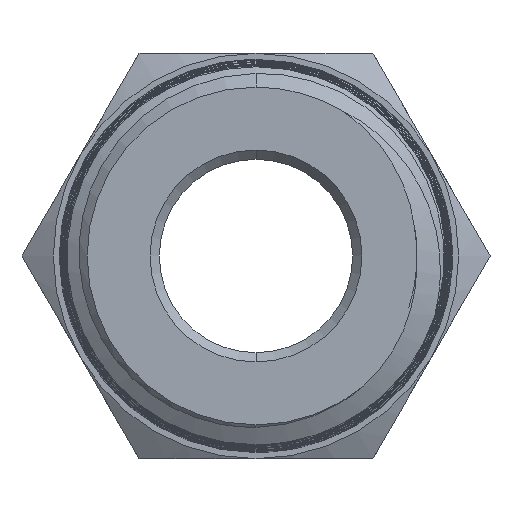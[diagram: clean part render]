
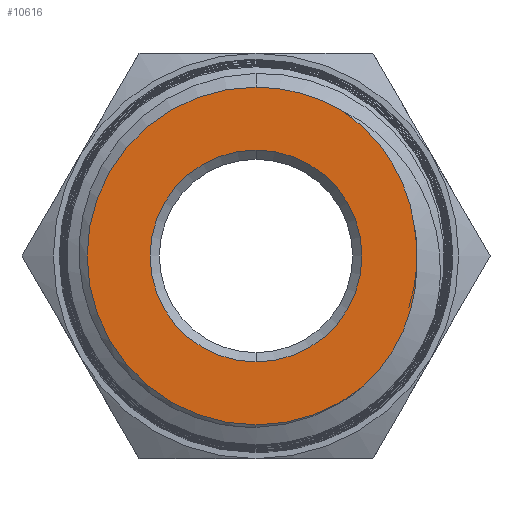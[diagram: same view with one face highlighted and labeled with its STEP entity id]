
A CAD part, front view. The second image highlights one B-rep face of the part: STEP entity #10616.
In plain terms, the highlighted planar face has unit normal (0, -1, 0).
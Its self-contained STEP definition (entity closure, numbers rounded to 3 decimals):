
#219 = CIRCLE ( 'NONE', #9129, 5.75 ) ;
#407 = B_SPLINE_CURVE_WITH_KNOTS ( 'NONE', 3,
 ( #10500, #4028, #11405, #6018, #689, #6912, #1615, #7813, #2544, #8736, #3438, #9655 ),
 .UNSPECIFIED., .F., .F.,
 ( 4, 2, 2, 2, 2, 4 ),
 ( 0.005, 0.006, 0.007, 0.008, 0.01, 0.012 ),
 .UNSPECIFIED. ) ;
#597 = CARTESIAN_POINT ( 'NONE',  ( 8.515, -19.5, 2.246 ) ) ;
#689 = CARTESIAN_POINT ( 'NONE',  ( 6.889, -19.5, -5.923 ) ) ;
#771 = CARTESIAN_POINT ( 'NONE',  ( 8.364, -19.5, 2.865 ) ) ;
#795 = DIRECTION ( 'NONE',  ( 0., 1., 0. ) ) ;
#851 = VERTEX_POINT ( 'NONE', #7562 ) ;
#1193 = EDGE_CURVE ( 'NONE', #1958, #3398, #6527, .T. ) ;
#1242 = ORIENTED_EDGE ( 'NONE', *, *, #4072, .T. ) ;
#1367 = DIRECTION ( 'NONE',  ( 0., 0., -1. ) ) ;
#1410 = DIRECTION ( 'NONE',  ( 0., -1., 0. ) ) ;
#1452 = CARTESIAN_POINT ( 'NONE',  ( 0., -19.5, 0. ) ) ;
#1471 = CARTESIAN_POINT ( 'NONE',  ( 4.647, -19.5, 7.901 ) ) ;
#1615 = CARTESIAN_POINT ( 'NONE',  ( 7.732, -19.5, -4.636 ) ) ;
#1697 = CARTESIAN_POINT ( 'NONE',  ( 7.646, -19.5, 4.646 ) ) ;
#1958 = VERTEX_POINT ( 'NONE', #1471 ) ;
#1973 = VERTEX_POINT ( 'NONE', #4532 ) ;
#2399 = ORIENTED_EDGE ( 'NONE', *, *, #11215, .T. ) ;
#2544 = CARTESIAN_POINT ( 'NONE',  ( 8.419, -19.5, -2.916 ) ) ;
#2559 = CARTESIAN_POINT ( 'NONE',  ( 0., -19.5, 0. ) ) ;
#2615 = CARTESIAN_POINT ( 'NONE',  ( 6.572, -19.5, 6.224 ) ) ;
#2776 = EDGE_LOOP ( 'NONE', ( #4571, #1242 ) ) ;
#3060 = CARTESIAN_POINT ( 'NONE',  ( 0., -19.5, 0. ) ) ;
#3194 = EDGE_CURVE ( 'NONE', #7343, #851, #407, .T. ) ;
#3294 = CARTESIAN_POINT ( 'NONE',  ( 8.772, -19.5, 0.218 ) ) ;
#3398 = VERTEX_POINT ( 'NONE', #6991 ) ;
#3438 = CARTESIAN_POINT ( 'NONE',  ( 8.736, -19.5, -1.102 ) ) ;
#3451 = DIRECTION ( 'NONE',  ( 0., 0., -1. ) ) ;
#3514 = CARTESIAN_POINT ( 'NONE',  ( 5.659, -19.5, 7.13 ) ) ;
#3903 = ORIENTED_EDGE ( 'NONE', *, *, #3194, .T. ) ;
#3957 = DIRECTION ( 'NONE',  ( 0., 0., -1. ) ) ;
#4024 = ORIENTED_EDGE ( 'NONE', *, *, #1193, .T. ) ;
#4025 = PLANE ( 'NONE',  #8988 ) ;
#4028 = CARTESIAN_POINT ( 'NONE',  ( 6.075, -19.5, -6.849 ) ) ;
#4064 = DIRECTION ( 'NONE',  ( 0., -1., 0. ) ) ;
#4072 = EDGE_CURVE ( 'NONE', #1973, #7518, #219, .T. ) ;
#4215 = CARTESIAN_POINT ( 'NONE',  ( 0., -19.5, 0. ) ) ;
#4338 = CIRCLE ( 'NONE', #8285, 9.166 ) ;
#4420 = CARTESIAN_POINT ( 'NONE',  ( 4.912, -19.5, 7.726 ) ) ;
#4455 = EDGE_CURVE ( 'NONE', #8154, #7343, #4761, .T. ) ;
#4465 = B_SPLINE_CURVE_WITH_KNOTS ( 'NONE', 3,
 ( #5231, #597, #771, #6988, #1697, #7890, #2615, #8816, #3514, #9725, #4420, #10620 ),
 .UNSPECIFIED., .F., .F.,
 ( 4, 2, 2, 2, 2, 4 ),
 ( 0., 0.002, 0.004, 0.006, 0.007, 0.008 ),
 .UNSPECIFIED. ) ;
#4532 = CARTESIAN_POINT ( 'NONE',  ( 0., -19.5, 5.75 ) ) ;
#4571 = ORIENTED_EDGE ( 'NONE', *, *, #11449, .T. ) ;
#4761 = CIRCLE ( 'NONE', #10316, 9.166 ) ;
#5083 = DIRECTION ( 'NONE',  ( 0., 0., -1. ) ) ;
#5104 = CARTESIAN_POINT ( 'NONE',  ( 0., -19.5, -5.75 ) ) ;
#5231 = CARTESIAN_POINT ( 'NONE',  ( 8.598, -19.5, 1.607 ) ) ;
#5923 = CARTESIAN_POINT ( 'NONE',  ( 8.598, -19.5, 1.607 ) ) ;
#6014 = EDGE_CURVE ( 'NONE', #3398, #8154, #4338, .T. ) ;
#6018 = CARTESIAN_POINT ( 'NONE',  ( 6.695, -19.5, -6.167 ) ) ;
#6128 = CARTESIAN_POINT ( 'NONE',  ( 0., -19.5, 0. ) ) ;
#6181 = EDGE_CURVE ( 'NONE', #7689, #1958, #4465, .T. ) ;
#6339 = CIRCLE ( 'NONE', #6794, 5.75 ) ;
#6493 = FACE_OUTER_BOUND ( 'NONE', #9427, .T. ) ;
#6527 = CIRCLE ( 'NONE', #7511, 9.166 ) ;
#6630 = B_SPLINE_CURVE_WITH_KNOTS ( 'NONE', 3,
 ( #9505, #3294, #11306, #5923 ),
 .UNSPECIFIED., .F., .F.,
 ( 4, 4 ),
 ( 0., 0.002 ),
 .UNSPECIFIED. ) ;
#6794 = AXIS2_PLACEMENT_3D ( 'NONE', #2559, #8754, #3451 ) ;
#6912 = CARTESIAN_POINT ( 'NONE',  ( 7.428, -19.5, -5.169 ) ) ;
#6988 = CARTESIAN_POINT ( 'NONE',  ( 7.931, -19.5, 4.062 ) ) ;
#6991 = CARTESIAN_POINT ( 'NONE',  ( 0., -19.5, 9.166 ) ) ;
#7005 = DIRECTION ( 'NONE',  ( 0., 0., -1. ) ) ;
#7343 = VERTEX_POINT ( 'NONE', #7581 ) ;
#7511 = AXIS2_PLACEMENT_3D ( 'NONE', #1452, #1410, #1367 ) ;
#7518 = VERTEX_POINT ( 'NONE', #5104 ) ;
#7562 = CARTESIAN_POINT ( 'NONE',  ( 8.734, -19.5, -0.48 ) ) ;
#7581 = CARTESIAN_POINT ( 'NONE',  ( 5.85, -19.5, -7.057 ) ) ;
#7689 = VERTEX_POINT ( 'NONE', #9449 ) ;
#7813 = CARTESIAN_POINT ( 'NONE',  ( 8.227, -19.5, -3.513 ) ) ;
#7890 = CARTESIAN_POINT ( 'NONE',  ( 6.966, -19.5, 5.725 ) ) ;
#8154 = VERTEX_POINT ( 'NONE', #8445 ) ;
#8285 = AXIS2_PLACEMENT_3D ( 'NONE', #4215, #10411, #5083 ) ;
#8445 = CARTESIAN_POINT ( 'NONE',  ( 0., -19.5, -9.166 ) ) ;
#8593 = FACE_BOUND ( 'NONE', #2776, .T. ) ;
#8736 = CARTESIAN_POINT ( 'NONE',  ( 8.672, -19.5, -1.713 ) ) ;
#8754 = DIRECTION ( 'NONE',  ( 0., 1., 0. ) ) ;
#8816 = CARTESIAN_POINT ( 'NONE',  ( 5.896, -19.5, 6.913 ) ) ;
#8988 = AXIS2_PLACEMENT_3D ( 'NONE', #9371, #4064, #10259 ) ;
#9129 = AXIS2_PLACEMENT_3D ( 'NONE', #6128, #795, #7005 ) ;
#9235 = ORIENTED_EDGE ( 'NONE', *, *, #4455, .T. ) ;
#9259 = DIRECTION ( 'NONE',  ( 0., -1., 0. ) ) ;
#9371 = CARTESIAN_POINT ( 'NONE',  ( 0., -19.5, 0. ) ) ;
#9427 = EDGE_LOOP ( 'NONE', ( #2399, #9478, #4024, #10169, #9235, #3903 ) ) ;
#9449 = CARTESIAN_POINT ( 'NONE',  ( 8.598, -19.5, 1.607 ) ) ;
#9478 = ORIENTED_EDGE ( 'NONE', *, *, #6181, .T. ) ;
#9505 = CARTESIAN_POINT ( 'NONE',  ( 8.734, -19.5, -0.48 ) ) ;
#9655 = CARTESIAN_POINT ( 'NONE',  ( 8.734, -19.5, -0.48 ) ) ;
#9725 = CARTESIAN_POINT ( 'NONE',  ( 5.167, -19.5, 7.536 ) ) ;
#10169 = ORIENTED_EDGE ( 'NONE', *, *, #6014, .T. ) ;
#10259 = DIRECTION ( 'NONE',  ( 0., 0., -1. ) ) ;
#10316 = AXIS2_PLACEMENT_3D ( 'NONE', #3060, #9259, #3957 ) ;
#10411 = DIRECTION ( 'NONE',  ( 0., -1., 0. ) ) ;
#10500 = CARTESIAN_POINT ( 'NONE',  ( 5.85, -19.5, -7.057 ) ) ;
#10616 = ADVANCED_FACE ( 'NONE', ( #8593, #6493 ), #4025, .T. ) ;
#10620 = CARTESIAN_POINT ( 'NONE',  ( 4.647, -19.5, 7.901 ) ) ;
#11215 = EDGE_CURVE ( 'NONE', #851, #7689, #6630, .T. ) ;
#11306 = CARTESIAN_POINT ( 'NONE',  ( 8.726, -19.5, 0.92 ) ) ;
#11405 = CARTESIAN_POINT ( 'NONE',  ( 6.289, -19.5, -6.629 ) ) ;
#11449 = EDGE_CURVE ( 'NONE', #7518, #1973, #6339, .T. ) ;
